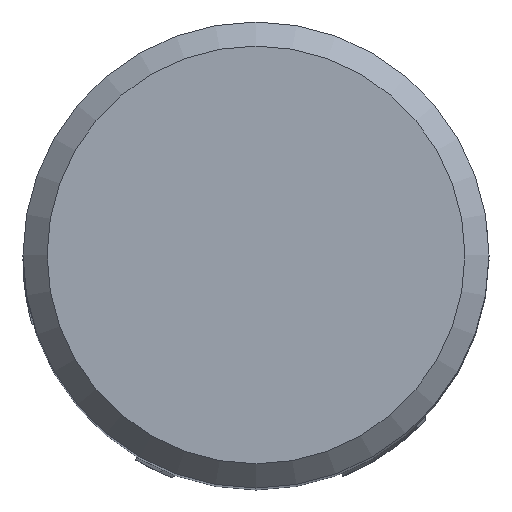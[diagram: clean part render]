
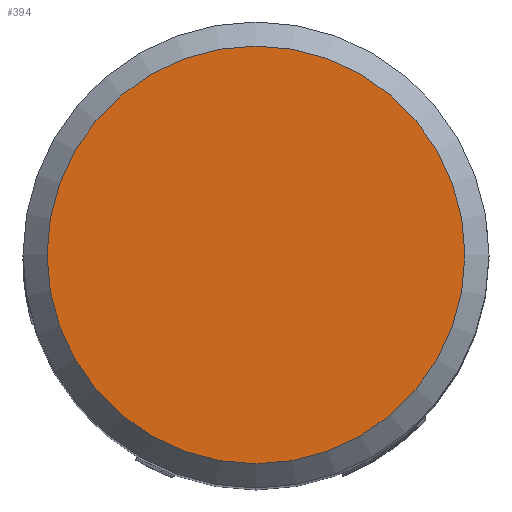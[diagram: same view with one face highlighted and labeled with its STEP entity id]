
A CAD part, top view. The second image highlights one B-rep face of the part: STEP entity #394.
In plain terms, the highlighted planar face has unit normal (0, 0, 1).
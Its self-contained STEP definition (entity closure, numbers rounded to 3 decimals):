
#394=ADVANCED_FACE('',(#479),#423,.T.);
#423=PLANE('',#1415);
#479=FACE_OUTER_BOUND('',#585,.T.);
#585=EDGE_LOOP('',(#917));
#917=ORIENTED_EDGE('',*,*,#1202,.T.);
#1036=VERTEX_POINT('',#2447);
#1202=EDGE_CURVE('',#1036,#1036,#1271,.T.);
#1271=CIRCLE('',#1414,8.965);
#1414=AXIS2_PLACEMENT_3D('',#2446,#1745,#1746);
#1415=AXIS2_PLACEMENT_3D('',#2448,#1747,#1748);
#1745=DIRECTION('',(0.,0.,1.));
#1746=DIRECTION('',(1.,0.,0.));
#1747=DIRECTION('',(0.,0.,1.));
#1748=DIRECTION('',(1.,0.,0.));
#2446=CARTESIAN_POINT('',(0.,0.,50.));
#2447=CARTESIAN_POINT('',(8.965,0.,50.));
#2448=CARTESIAN_POINT('',(0.,0.,50.));
